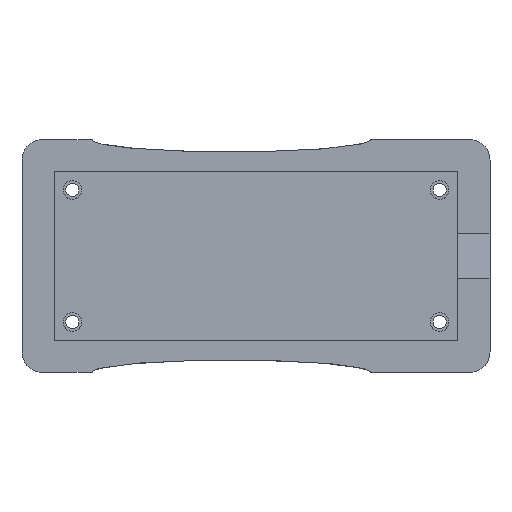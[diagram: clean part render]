
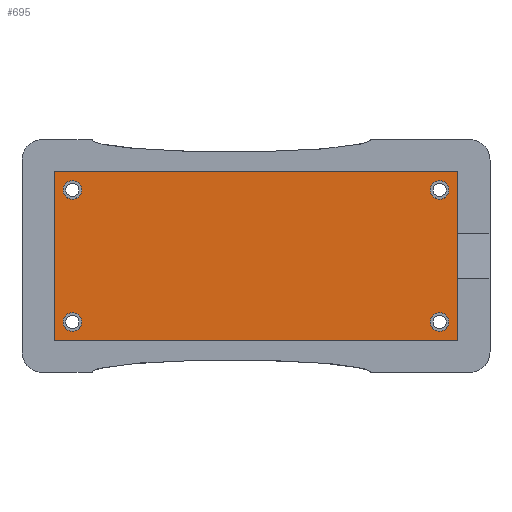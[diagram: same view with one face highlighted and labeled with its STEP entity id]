
A CAD part, top view. The second image highlights one B-rep face of the part: STEP entity #695.
In plain terms, the highlighted planar face has unit normal (0, 0, 1).
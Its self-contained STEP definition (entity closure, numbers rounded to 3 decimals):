
#41=FACE_BOUND('',#139,.T.);
#42=FACE_BOUND('',#140,.T.);
#43=FACE_BOUND('',#141,.T.);
#44=FACE_BOUND('',#142,.T.);
#61=CIRCLE('',#761,2.25);
#62=CIRCLE('',#762,2.25);
#63=CIRCLE('',#763,2.25);
#64=CIRCLE('',#764,2.25);
#91=FACE_OUTER_BOUND('',#138,.T.);
#138=EDGE_LOOP('',(#490,#491,#492,#493,#494,#495));
#139=EDGE_LOOP('',(#496));
#140=EDGE_LOOP('',(#497));
#141=EDGE_LOOP('',(#498));
#142=EDGE_LOOP('',(#499));
#190=LINE('',#1049,#251);
#198=LINE('',#1086,#259);
#199=LINE('',#1088,#260);
#200=LINE('',#1090,#261);
#201=LINE('',#1092,#262);
#202=LINE('',#1093,#263);
#251=VECTOR('',#830,10.);
#259=VECTOR('',#866,10.);
#260=VECTOR('',#867,10.);
#261=VECTOR('',#868,10.);
#262=VECTOR('',#869,10.);
#263=VECTOR('',#870,10.);
#309=VERTEX_POINT('',#1042);
#312=VERTEX_POINT('',#1047);
#327=VERTEX_POINT('',#1085);
#328=VERTEX_POINT('',#1087);
#329=VERTEX_POINT('',#1089);
#330=VERTEX_POINT('',#1091);
#331=VERTEX_POINT('',#1094);
#332=VERTEX_POINT('',#1096);
#333=VERTEX_POINT('',#1098);
#334=VERTEX_POINT('',#1100);
#376=EDGE_CURVE('',#312,#309,#190,.T.);
#392=EDGE_CURVE('',#327,#312,#198,.T.);
#393=EDGE_CURVE('',#328,#327,#199,.T.);
#394=EDGE_CURVE('',#329,#328,#200,.T.);
#395=EDGE_CURVE('',#330,#329,#201,.T.);
#396=EDGE_CURVE('',#309,#330,#202,.T.);
#397=EDGE_CURVE('',#331,#331,#61,.T.);
#398=EDGE_CURVE('',#332,#332,#62,.T.);
#399=EDGE_CURVE('',#333,#333,#63,.T.);
#400=EDGE_CURVE('',#334,#334,#64,.T.);
#490=ORIENTED_EDGE('',*,*,#376,.F.);
#491=ORIENTED_EDGE('',*,*,#392,.F.);
#492=ORIENTED_EDGE('',*,*,#393,.F.);
#493=ORIENTED_EDGE('',*,*,#394,.F.);
#494=ORIENTED_EDGE('',*,*,#395,.F.);
#495=ORIENTED_EDGE('',*,*,#396,.F.);
#496=ORIENTED_EDGE('',*,*,#397,.F.);
#497=ORIENTED_EDGE('',*,*,#398,.F.);
#498=ORIENTED_EDGE('',*,*,#399,.F.);
#499=ORIENTED_EDGE('',*,*,#400,.F.);
#670=PLANE('',#760);
#695=ADVANCED_FACE('',(#91,#41,#42,#43,#44),#670,.T.);
#760=AXIS2_PLACEMENT_3D('',#1084,#864,#865);
#761=AXIS2_PLACEMENT_3D('',#1095,#871,#872);
#762=AXIS2_PLACEMENT_3D('',#1097,#873,#874);
#763=AXIS2_PLACEMENT_3D('',#1099,#875,#876);
#764=AXIS2_PLACEMENT_3D('',#1101,#877,#878);
#830=DIRECTION('',(0.,-1.,0.));
#864=DIRECTION('center_axis',(0.,0.,1.));
#865=DIRECTION('ref_axis',(1.,0.,0.));
#866=DIRECTION('',(0.,-1.,0.));
#867=DIRECTION('',(1.,0.,0.));
#868=DIRECTION('',(0.,1.,0.));
#869=DIRECTION('',(-1.,0.,0.));
#870=DIRECTION('',(0.,-1.,0.));
#871=DIRECTION('center_axis',(0.,0.,1.));
#872=DIRECTION('ref_axis',(1.,0.,0.));
#873=DIRECTION('center_axis',(0.,0.,1.));
#874=DIRECTION('ref_axis',(1.,0.,0.));
#875=DIRECTION('center_axis',(0.,0.,1.));
#876=DIRECTION('ref_axis',(1.,0.,0.));
#877=DIRECTION('center_axis',(0.,0.,1.));
#878=DIRECTION('ref_axis',(1.,0.,0.));
#1042=CARTESIAN_POINT('',(48.9,-5.5,6.));
#1047=CARTESIAN_POINT('',(48.9,5.5,6.));
#1049=CARTESIAN_POINT('',(48.9,-11.615,6.));
#1084=CARTESIAN_POINT('Origin',(0.,0.,6.));
#1085=CARTESIAN_POINT('',(48.9,20.4,6.));
#1086=CARTESIAN_POINT('',(48.9,10.2,6.));
#1087=CARTESIAN_POINT('',(-48.9,20.4,6.));
#1088=CARTESIAN_POINT('',(-24.45,20.4,6.));
#1089=CARTESIAN_POINT('',(-48.9,-20.4,6.));
#1090=CARTESIAN_POINT('',(-48.9,-10.2,6.));
#1091=CARTESIAN_POINT('',(48.9,-20.4,6.));
#1092=CARTESIAN_POINT('',(24.45,-20.4,6.));
#1093=CARTESIAN_POINT('',(48.9,-2.25,6.));
#1094=CARTESIAN_POINT('',(42.25,-16.,6.));
#1095=CARTESIAN_POINT('Origin',(44.5,-16.,6.));
#1096=CARTESIAN_POINT('',(-46.75,16.,6.));
#1097=CARTESIAN_POINT('Origin',(-44.5,16.,6.));
#1098=CARTESIAN_POINT('',(42.25,16.,6.));
#1099=CARTESIAN_POINT('Origin',(44.5,16.,6.));
#1100=CARTESIAN_POINT('',(-46.75,-16.,6.));
#1101=CARTESIAN_POINT('Origin',(-44.5,-16.,6.));
